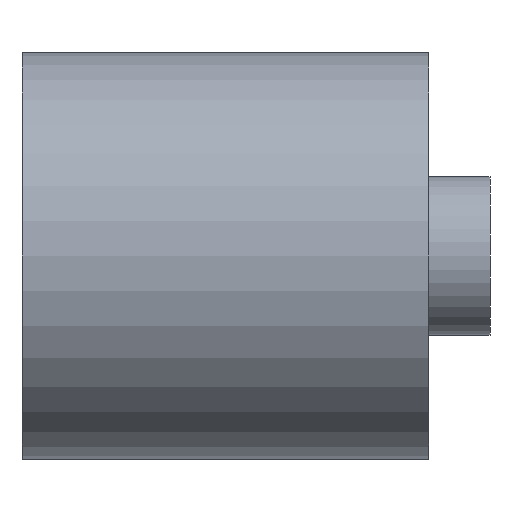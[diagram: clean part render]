
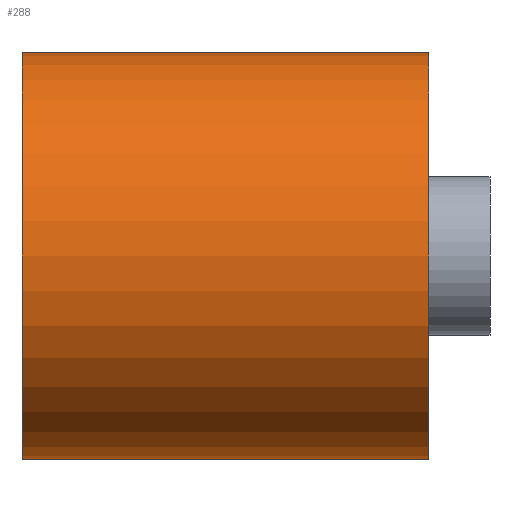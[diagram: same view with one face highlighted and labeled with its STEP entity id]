
A CAD part, left-side view. The second image highlights one B-rep face of the part: STEP entity #288.
In plain terms, the highlighted cylindrical face has radius 5 mm (diameter 10 mm), a partial arc.
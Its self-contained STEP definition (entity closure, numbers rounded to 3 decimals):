
#2 = AXIS2_PLACEMENT_3D ( 'NONE', #330, #98, #181 ) ;
#17 = EDGE_LOOP ( 'NONE', ( #109, #312, #232, #74 ) ) ;
#26 = EDGE_CURVE ( 'NONE', #180, #178, #51, .T. ) ;
#31 = CARTESIAN_POINT ( 'NONE',  ( 0., 0., 0. ) ) ;
#51 = CIRCLE ( 'NONE', #58, 5. ) ;
#53 = DIRECTION ( 'NONE',  ( 0., 1., 0. ) ) ;
#54 = CARTESIAN_POINT ( 'NONE',  ( 0., 4.253, 5. ) ) ;
#58 = AXIS2_PLACEMENT_3D ( 'NONE', #31, #53, #136 ) ;
#64 = EDGE_CURVE ( 'NONE', #111, #124, #195, .T. ) ;
#70 = EDGE_CURVE ( 'NONE', #124, #178, #220, .T. ) ;
#74 = ORIENTED_EDGE ( 'NONE', *, *, #26, .F. ) ;
#76 = CARTESIAN_POINT ( 'NONE',  ( 0., 0., -5. ) ) ;
#98 = DIRECTION ( 'NONE',  ( 0., 1., 0. ) ) ;
#105 = AXIS2_PLACEMENT_3D ( 'NONE', #289, #161, #269 ) ;
#109 = ORIENTED_EDGE ( 'NONE', *, *, #110, .F. ) ;
#110 = EDGE_CURVE ( 'NONE', #111, #180, #266, .T. ) ;
#111 = VERTEX_POINT ( 'NONE', #168 ) ;
#113 = DIRECTION ( 'NONE',  ( 0., 1., 0. ) ) ;
#124 = VERTEX_POINT ( 'NONE', #295 ) ;
#129 = VECTOR ( 'NONE', #159, 1000. ) ;
#136 = DIRECTION ( 'NONE',  ( 0., 0., 1. ) ) ;
#159 = DIRECTION ( 'NONE',  ( 0., 1., 0. ) ) ;
#161 = DIRECTION ( 'NONE',  ( 0., 1., 0. ) ) ;
#168 = CARTESIAN_POINT ( 'NONE',  ( 0., -10., -5. ) ) ;
#178 = VERTEX_POINT ( 'NONE', #245 ) ;
#180 = VERTEX_POINT ( 'NONE', #76 ) ;
#181 = DIRECTION ( 'NONE',  ( 0., 0., 1. ) ) ;
#195 = CIRCLE ( 'NONE', #105, 5. ) ;
#200 = CARTESIAN_POINT ( 'NONE',  ( 0., 4.253, -5. ) ) ;
#220 = LINE ( 'NONE', #54, #129 ) ;
#231 = FACE_OUTER_BOUND ( 'NONE', #17, .T. ) ;
#232 = ORIENTED_EDGE ( 'NONE', *, *, #70, .T. ) ;
#245 = CARTESIAN_POINT ( 'NONE',  ( 0., 0., 5. ) ) ;
#266 = LINE ( 'NONE', #200, #316 ) ;
#269 = DIRECTION ( 'NONE',  ( 0., 0., 1. ) ) ;
#288 = ADVANCED_FACE ( 'NONE', ( #231 ), #303, .T. ) ;
#289 = CARTESIAN_POINT ( 'NONE',  ( 0., -10., 0. ) ) ;
#295 = CARTESIAN_POINT ( 'NONE',  ( 0., -10., 5. ) ) ;
#303 = CYLINDRICAL_SURFACE ( 'NONE', #2, 5. ) ;
#312 = ORIENTED_EDGE ( 'NONE', *, *, #64, .T. ) ;
#316 = VECTOR ( 'NONE', #113, 1000. ) ;
#330 = CARTESIAN_POINT ( 'NONE',  ( 0., 4.253, 0. ) ) ;
